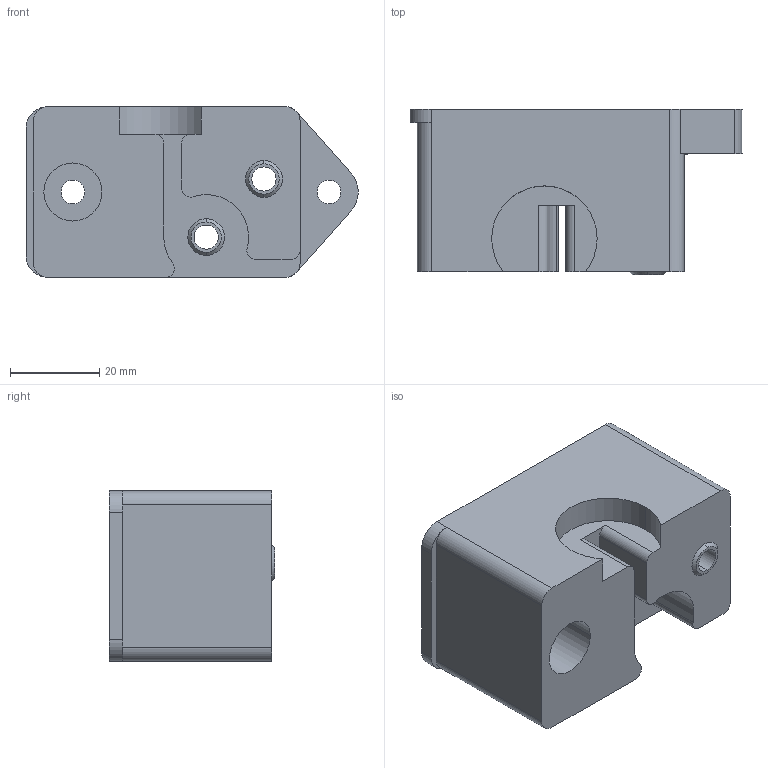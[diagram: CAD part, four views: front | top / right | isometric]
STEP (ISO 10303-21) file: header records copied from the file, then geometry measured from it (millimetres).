
FILE_DESCRIPTION (( 'STEP AP214' ), '1' );
FILE_NAME ('Cross Corner 1A.STEP', '2021-07-03T02:12:13', ( '' ), ( '' ), 'SwSTEP 2.0', 'SolidWorks 2018', '' );
FILE_SCHEMA (( 'AUTOMOTIVE_DESIGN' ));
Length unit declared in the file: millimetre
Products named in the file (1): Cross Corner 1A
Bounding box: 74.31 x 37.1 x 38.19 mm (x, y, z)
Volume: 67910.6 mm3; surface area: 16211.3 mm2
Topology: 1 solids, 1 shells, 124 faces, 337 edges, 220 vertices
Faces by surface type: cylinder 62, plane 58, cone 4
Entity records: 4005 total; most frequent: DIRECTION 733, CARTESIAN_POINT 682, ORIENTED_EDGE 674, EDGE_CURVE 337, AXIS2_PLACEMENT_3D 271, VERTEX_POINT 220, LINE 191, VECTOR 191
